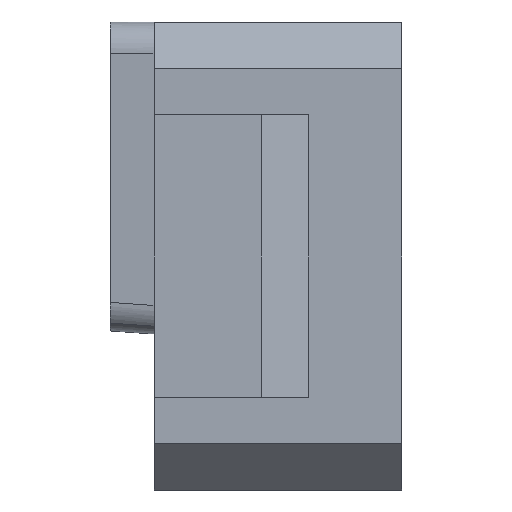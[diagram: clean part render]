
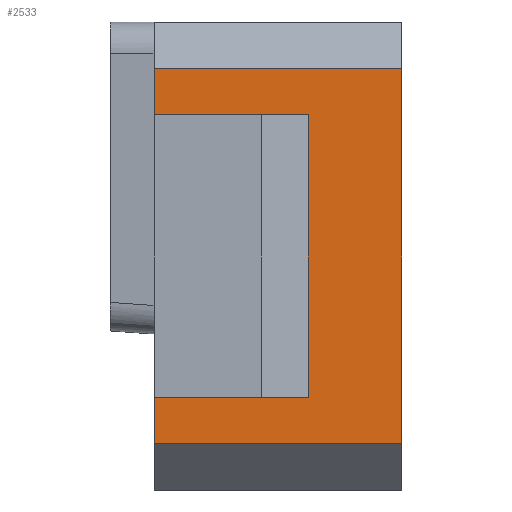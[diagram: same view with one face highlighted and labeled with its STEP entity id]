
A CAD part, left-side view. The second image highlights one B-rep face of the part: STEP entity #2533.
In plain terms, the highlighted planar face has unit normal (-1, 0, 0).
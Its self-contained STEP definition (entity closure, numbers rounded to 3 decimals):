
#15 = ORIENTED_EDGE ( 'NONE', *, *, #3264, .T. ) ;
#57 = LINE ( 'NONE', #1607, #1596 ) ;
#327 = CARTESIAN_POINT ( 'NONE',  ( -12., -11., 80. ) ) ;
#334 = DIRECTION ( 'NONE',  ( 1., 0., 0. ) ) ;
#351 = CARTESIAN_POINT ( 'NONE',  ( -12., -26.875, 53. ) ) ;
#373 = CARTESIAN_POINT ( 'NONE',  ( -12., -11., 80. ) ) ;
#462 = DIRECTION ( 'NONE',  ( 0., 1., 0. ) ) ;
#558 = VERTEX_POINT ( 'NONE', #3918 ) ;
#744 = AXIS2_PLACEMENT_3D ( 'NONE', #2949, #334, #3298 ) ;
#803 = VERTEX_POINT ( 'NONE', #1353 ) ;
#833 = VERTEX_POINT ( 'NONE', #2211 ) ;
#910 = ORIENTED_EDGE ( 'NONE', *, *, #2574, .T. ) ;
#928 = ORIENTED_EDGE ( 'NONE', *, *, #3193, .T. ) ;
#990 = ORIENTED_EDGE ( 'NONE', *, *, #1335, .T. ) ;
#1055 = LINE ( 'NONE', #373, #2187 ) ;
#1074 = VERTEX_POINT ( 'NONE', #1280 ) ;
#1185 = ORIENTED_EDGE ( 'NONE', *, *, #2457, .T. ) ;
#1280 = CARTESIAN_POINT ( 'NONE',  ( -12., -11., 77. ) ) ;
#1291 = EDGE_CURVE ( 'NONE', #3756, #4296, #1920, .T. ) ;
#1335 = EDGE_CURVE ( 'NONE', #1074, #2645, #1055, .T. ) ;
#1353 = CARTESIAN_POINT ( 'NONE',  ( -12., -20.875, 55.95 ) ) ;
#1373 = DIRECTION ( 'NONE',  ( 0., 1., 0. ) ) ;
#1425 = FACE_OUTER_BOUND ( 'NONE', #1956, .T. ) ;
#1540 = DIRECTION ( 'NONE',  ( 0., 0., -1. ) ) ;
#1549 = LINE ( 'NONE', #2336, #3931 ) ;
#1596 = VECTOR ( 'NONE', #3128, 1000. ) ;
#1607 = CARTESIAN_POINT ( 'NONE',  ( -12., -20.875, 80. ) ) ;
#1815 = EDGE_CURVE ( 'NONE', #558, #4296, #2042, .T. ) ;
#1825 = CARTESIAN_POINT ( 'NONE',  ( -12., -11., 74.05 ) ) ;
#1920 = LINE ( 'NONE', #351, #2667 ) ;
#1956 = EDGE_LOOP ( 'NONE', ( #990, #928, #15, #1185, #910, #3208, #3474, #3674 ) ) ;
#1981 = DIRECTION ( 'NONE',  ( 0., -1., 0. ) ) ;
#1998 = VECTOR ( 'NONE', #462, 1000. ) ;
#2019 = DIRECTION ( 'NONE',  ( 0., 0., -1. ) ) ;
#2042 = LINE ( 'NONE', #3260, #4885 ) ;
#2187 = VECTOR ( 'NONE', #3446, 1000. ) ;
#2211 = CARTESIAN_POINT ( 'NONE',  ( -12., -11., 55.95 ) ) ;
#2301 = DIRECTION ( 'NONE',  ( 0., -1., 0. ) ) ;
#2309 = CARTESIAN_POINT ( 'NONE',  ( -12., -36., 77. ) ) ;
#2336 = CARTESIAN_POINT ( 'NONE',  ( -12., -36., 74.05 ) ) ;
#2457 = EDGE_CURVE ( 'NONE', #803, #833, #3276, .T. ) ;
#2533 = ADVANCED_FACE ( 'NONE', ( #1425 ), #2548, .F. ) ;
#2548 = PLANE ( 'NONE',  #744 ) ;
#2574 = EDGE_CURVE ( 'NONE', #833, #3756, #4967, .T. ) ;
#2645 = VERTEX_POINT ( 'NONE', #1825 ) ;
#2667 = VECTOR ( 'NONE', #2301, 1000. ) ;
#2824 = CARTESIAN_POINT ( 'NONE',  ( -12., -20.875, 74.05 ) ) ;
#2940 = CARTESIAN_POINT ( 'NONE',  ( -12., -11., 53. ) ) ;
#2949 = CARTESIAN_POINT ( 'NONE',  ( -12., -36., 80. ) ) ;
#3128 = DIRECTION ( 'NONE',  ( 0., 0., -1. ) ) ;
#3187 = EDGE_CURVE ( 'NONE', #558, #1074, #4671, .T. ) ;
#3193 = EDGE_CURVE ( 'NONE', #2645, #3396, #1549, .T. ) ;
#3208 = ORIENTED_EDGE ( 'NONE', *, *, #1291, .T. ) ;
#3260 = CARTESIAN_POINT ( 'NONE',  ( -12., -26.875, 80. ) ) ;
#3264 = EDGE_CURVE ( 'NONE', #3396, #803, #57, .T. ) ;
#3276 = LINE ( 'NONE', #4816, #3979 ) ;
#3298 = DIRECTION ( 'NONE',  ( 0., 1., 0. ) ) ;
#3396 = VERTEX_POINT ( 'NONE', #2824 ) ;
#3446 = DIRECTION ( 'NONE',  ( 0., 0., -1. ) ) ;
#3474 = ORIENTED_EDGE ( 'NONE', *, *, #1815, .F. ) ;
#3674 = ORIENTED_EDGE ( 'NONE', *, *, #3187, .T. ) ;
#3756 = VERTEX_POINT ( 'NONE', #2940 ) ;
#3918 = CARTESIAN_POINT ( 'NONE',  ( -12., -26.875, 77. ) ) ;
#3931 = VECTOR ( 'NONE', #1981, 1000. ) ;
#3979 = VECTOR ( 'NONE', #1373, 1000. ) ;
#3995 = CARTESIAN_POINT ( 'NONE',  ( -12., -26.875, 53. ) ) ;
#4296 = VERTEX_POINT ( 'NONE', #3995 ) ;
#4671 = LINE ( 'NONE', #2309, #1998 ) ;
#4816 = CARTESIAN_POINT ( 'NONE',  ( -12., -36., 55.95 ) ) ;
#4856 = VECTOR ( 'NONE', #1540, 1000. ) ;
#4885 = VECTOR ( 'NONE', #2019, 1000. ) ;
#4967 = LINE ( 'NONE', #327, #4856 ) ;
